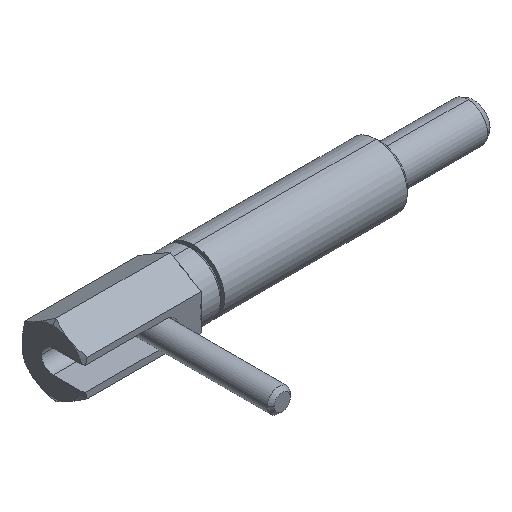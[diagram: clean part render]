
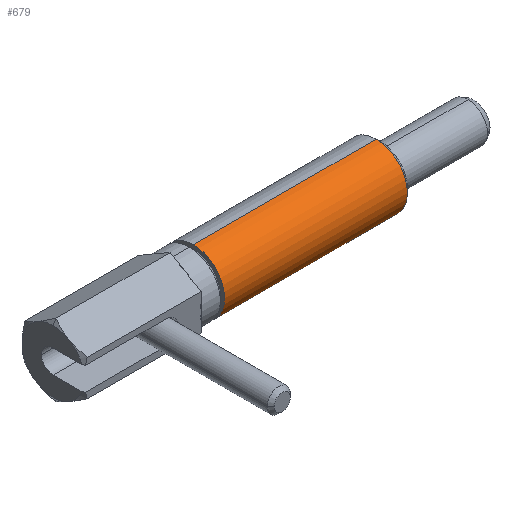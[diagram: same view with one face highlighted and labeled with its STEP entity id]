
A CAD part, isometric view. The second image highlights one B-rep face of the part: STEP entity #679.
In plain terms, the highlighted cylindrical face has radius 4 mm (diameter 8 mm), a partial arc.
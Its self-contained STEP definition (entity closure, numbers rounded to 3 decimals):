
#293=EDGE_CURVE('',#641,#767,#826,.T.);
#307=VERTEX_POINT('',#841);
#415=EDGE_CURVE('',#425,#307,#960,.T.);
#421=EDGE_CURVE('',#307,#767,#966,.T.);
#425=VERTEX_POINT('',#971);
#641=VERTEX_POINT('',#1213);
#679=ADVANCED_FACE('',(#1254),#1255,.T.);
#725=EDGE_CURVE('',#641,#425,#1305,.T.);
#767=VERTEX_POINT('',#1355);
#826=CIRCLE('',#1424,4.0);
#841=CARTESIAN_POINT('',(-0.541,0.,-4.0));
#960=CIRCLE('',#1623,4.0);
#966=LINE('',#1632,#1633);
#971=CARTESIAN_POINT('',(-0.541,0.,4.0));
#1213=CARTESIAN_POINT('',(-24.0,0.,4.0));
#1254=FACE_OUTER_BOUND('',#2070,.T.);
#1255=CYLINDRICAL_SURFACE('',#2071,4.0);
#1305=LINE('',#2157,#2158);
#1355=CARTESIAN_POINT('',(-24.0,0.,-4.0));
#1424=AXIS2_PLACEMENT_3D('',#2306,#2307,#2308);
#1623=AXIS2_PLACEMENT_3D('',#2441,#2442,#2443);
#1632=CARTESIAN_POINT('',(-12.271,0.,-4.0));
#1633=VECTOR('',#2445,1.0);
#2070=EDGE_LOOP('',(#2809,#2810,#2811,#2812));
#2071=AXIS2_PLACEMENT_3D('',#2813,#2814,#2815);
#2157=CARTESIAN_POINT('',(-12.271,0.,4.0));
#2158=VECTOR('',#2870,1.0);
#2306=CARTESIAN_POINT('',(-24.0,0.0,0.0));
#2307=DIRECTION('',(1.0,0.0,-0.0));
#2308=DIRECTION('',(0.0,0.,1.0));
#2441=CARTESIAN_POINT('',(-0.541,0.0,0.0));
#2442=DIRECTION('',(1.0,0.0,-0.0));
#2443=DIRECTION('',(0.0,0.,1.0));
#2445=DIRECTION('',(-1.0,-0.0,-0.0));
#2809=ORIENTED_EDGE('',*,*,#725,.F.);
#2810=ORIENTED_EDGE('',*,*,#293,.T.);
#2811=ORIENTED_EDGE('',*,*,#421,.F.);
#2812=ORIENTED_EDGE('',*,*,#415,.F.);
#2813=CARTESIAN_POINT('',(-12.271,0.0,0.0));
#2814=DIRECTION('',(-1.0,-0.0,0.0));
#2815=DIRECTION('',(0.0,0.,1.0));
#2870=DIRECTION('',(1.0,0.0,0.0));
